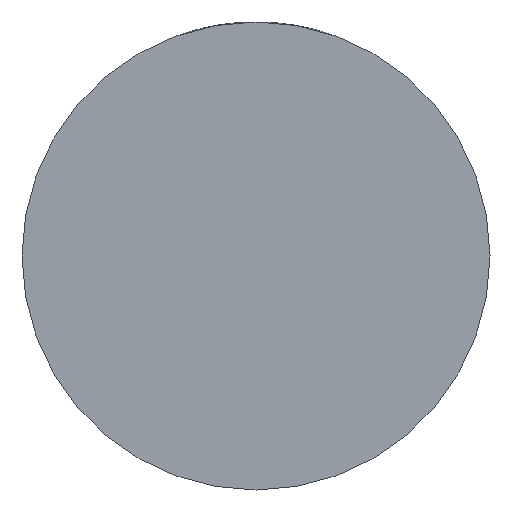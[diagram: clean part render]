
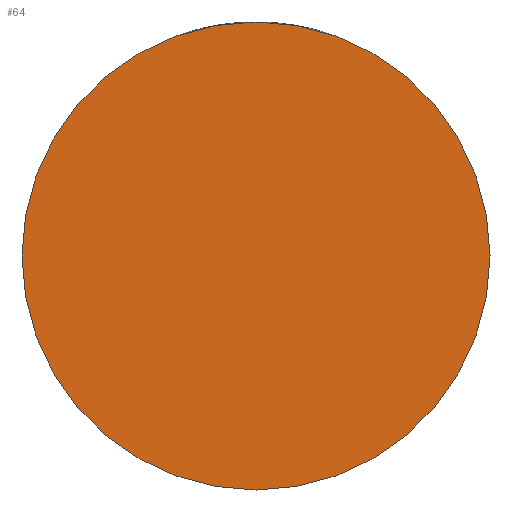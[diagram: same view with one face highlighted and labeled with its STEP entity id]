
A CAD part, front view. The second image highlights one B-rep face of the part: STEP entity #64.
In plain terms, the highlighted planar face has unit normal (0, -1, 0).
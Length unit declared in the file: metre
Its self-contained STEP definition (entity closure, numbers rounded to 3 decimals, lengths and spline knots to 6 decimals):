
#1 = DIRECTION ( 'NONE',  ( 0., 1., 0. ) ) ;
#56 = DIRECTION ( 'NONE',  ( 0., 0., 1. ) ) ;
#59 = FACE_OUTER_BOUND ( 'NONE', #267, .T. ) ;
#64 = ADVANCED_FACE ( 'NONE', ( #59 ), #213, .F. ) ;
#139 = DIRECTION ( 'NONE',  ( 0., 0., 1. ) ) ;
#144 = CIRCLE ( 'NONE', #409, 0.075 ) ;
#181 = CARTESIAN_POINT ( 'NONE',  ( 0., 0., 0. ) ) ;
#187 = VERTEX_POINT ( 'NONE', #333 ) ;
#196 = ORIENTED_EDGE ( 'NONE', *, *, #275, .F. ) ;
#210 = DIRECTION ( 'NONE',  ( 0., 0., 1. ) ) ;
#213 = PLANE ( 'NONE',  #228 ) ;
#227 = CARTESIAN_POINT ( 'NONE',  ( 0., 0., 0. ) ) ;
#228 = AXIS2_PLACEMENT_3D ( 'NONE', #181, #1, #210 ) ;
#237 = AXIS2_PLACEMENT_3D ( 'NONE', #408, #402, #139 ) ;
#240 = CIRCLE ( 'NONE', #237, 0.075 ) ;
#257 = ORIENTED_EDGE ( 'NONE', *, *, #304, .F. ) ;
#267 = EDGE_LOOP ( 'NONE', ( #257, #196 ) ) ;
#275 = EDGE_CURVE ( 'NONE', #187, #416, #240, .T. ) ;
#304 = EDGE_CURVE ( 'NONE', #416, #187, #144, .T. ) ;
#333 = CARTESIAN_POINT ( 'NONE',  ( 0., 0., 0.075 ) ) ;
#336 = DIRECTION ( 'NONE',  ( 0., 1., 0. ) ) ;
#376 = CARTESIAN_POINT ( 'NONE',  ( 0., 0., -0.075 ) ) ;
#402 = DIRECTION ( 'NONE',  ( 0., 1., 0. ) ) ;
#408 = CARTESIAN_POINT ( 'NONE',  ( 0., 0., 0. ) ) ;
#409 = AXIS2_PLACEMENT_3D ( 'NONE', #227, #336, #56 ) ;
#416 = VERTEX_POINT ( 'NONE', #376 ) ;
